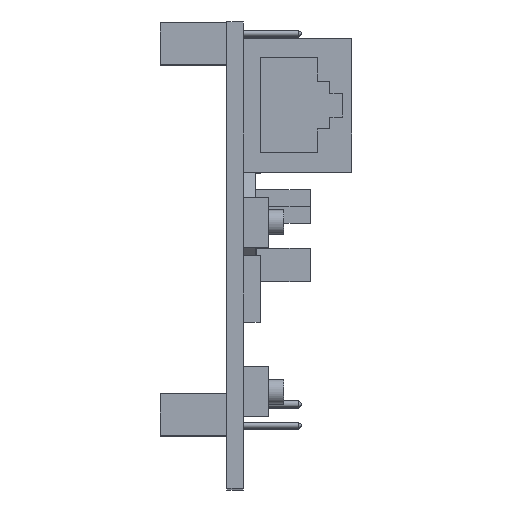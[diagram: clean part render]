
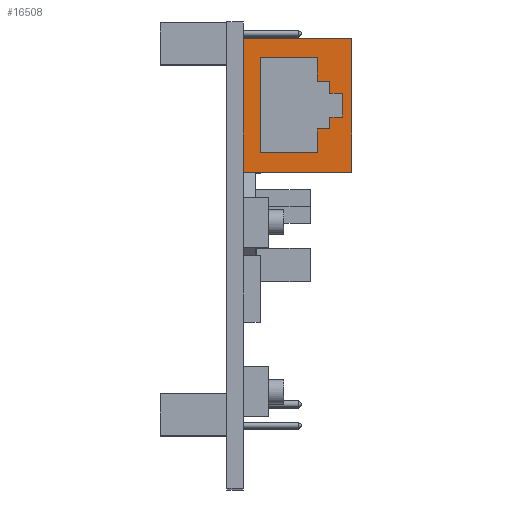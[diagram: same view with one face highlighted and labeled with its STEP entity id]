
A CAD part, top view. The second image highlights one B-rep face of the part: STEP entity #16508.
In plain terms, the highlighted planar face has unit normal (0, 0, 1).
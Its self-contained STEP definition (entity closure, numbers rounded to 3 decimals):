
#1187=FACE_BOUND('',#4368,.T.);
#2199=PLANE('',#17910);
#3051=FACE_OUTER_BOUND('',#4367,.T.);
#4367=EDGE_LOOP('',(#14540,#14541,#14542,#14543));
#4368=EDGE_LOOP('',(#14544,#14545,#14546,#14547,#14548,#14549,#14550,#14551,
#14552,#14553,#14554,#14555));
#5846=LINE('',#26294,#6931);
#5849=LINE('',#26301,#6934);
#5853=LINE('',#26309,#6938);
#5858=LINE('',#26318,#6943);
#5859=LINE('',#26320,#6944);
#5862=LINE('',#26327,#6947);
#5868=LINE('',#26339,#6953);
#5869=LINE('',#26341,#6954);
#5871=LINE('',#26344,#6956);
#5873=LINE('',#26348,#6958);
#5876=LINE('',#26354,#6961);
#5879=LINE('',#26359,#6964);
#6099=LINE('',#27976,#7184);
#6101=LINE('',#27980,#7186);
#6102=LINE('',#27982,#7187);
#6103=LINE('',#27983,#7188);
#6931=VECTOR('',#19822,10.);
#6934=VECTOR('',#19827,10.);
#6938=VECTOR('',#19833,10.);
#6943=VECTOR('',#19840,10.);
#6944=VECTOR('',#19843,10.);
#6947=VECTOR('',#19848,10.);
#6953=VECTOR('',#19856,10.);
#6954=VECTOR('',#19859,10.);
#6956=VECTOR('',#19863,10.);
#6958=VECTOR('',#19867,10.);
#6961=VECTOR('',#19872,10.);
#6964=VECTOR('',#19877,10.);
#7184=VECTOR('',#21769,10.);
#7186=VECTOR('',#21773,10.);
#7187=VECTOR('',#21774,10.);
#7188=VECTOR('',#21775,10.);
#8616=VERTEX_POINT('',#26290);
#8618=VERTEX_POINT('',#26293);
#8620=VERTEX_POINT('',#26299);
#8621=VERTEX_POINT('',#26300);
#8624=VERTEX_POINT('',#26308);
#8626=VERTEX_POINT('',#26314);
#8628=VERTEX_POINT('',#26323);
#8630=VERTEX_POINT('',#26326);
#8632=VERTEX_POINT('',#26332);
#8635=VERTEX_POINT('',#26337);
#8636=VERTEX_POINT('',#26347);
#8638=VERTEX_POINT('',#26353);
#9199=VERTEX_POINT('',#27973);
#9200=VERTEX_POINT('',#27975);
#9201=VERTEX_POINT('',#27979);
#9202=VERTEX_POINT('',#27981);
#10508=EDGE_CURVE('',#8618,#8616,#5846,.T.);
#10511=EDGE_CURVE('',#8620,#8621,#5849,.T.);
#10515=EDGE_CURVE('',#8624,#8620,#5853,.T.);
#10520=EDGE_CURVE('',#8626,#8624,#5858,.T.);
#10521=EDGE_CURVE('',#8621,#8618,#5859,.T.);
#10524=EDGE_CURVE('',#8630,#8628,#5862,.T.);
#10530=EDGE_CURVE('',#8632,#8635,#5868,.T.);
#10531=EDGE_CURVE('',#8635,#8626,#5869,.T.);
#10533=EDGE_CURVE('',#8616,#8630,#5871,.T.);
#10535=EDGE_CURVE('',#8636,#8632,#5873,.T.);
#10538=EDGE_CURVE('',#8638,#8636,#5876,.T.);
#10541=EDGE_CURVE('',#8628,#8638,#5879,.T.);
#11175=EDGE_CURVE('',#9200,#9199,#6099,.T.);
#11177=EDGE_CURVE('',#9200,#9201,#6101,.T.);
#11178=EDGE_CURVE('',#9202,#9199,#6102,.T.);
#11179=EDGE_CURVE('',#9201,#9202,#6103,.T.);
#14540=ORIENTED_EDGE('',*,*,#11177,.F.);
#14541=ORIENTED_EDGE('',*,*,#11175,.T.);
#14542=ORIENTED_EDGE('',*,*,#11178,.F.);
#14543=ORIENTED_EDGE('',*,*,#11179,.F.);
#14544=ORIENTED_EDGE('',*,*,#10530,.T.);
#14545=ORIENTED_EDGE('',*,*,#10531,.T.);
#14546=ORIENTED_EDGE('',*,*,#10520,.T.);
#14547=ORIENTED_EDGE('',*,*,#10515,.T.);
#14548=ORIENTED_EDGE('',*,*,#10511,.T.);
#14549=ORIENTED_EDGE('',*,*,#10521,.T.);
#14550=ORIENTED_EDGE('',*,*,#10508,.T.);
#14551=ORIENTED_EDGE('',*,*,#10533,.T.);
#14552=ORIENTED_EDGE('',*,*,#10524,.T.);
#14553=ORIENTED_EDGE('',*,*,#10541,.T.);
#14554=ORIENTED_EDGE('',*,*,#10538,.T.);
#14555=ORIENTED_EDGE('',*,*,#10535,.T.);
#16508=ADVANCED_FACE('',(#3051,#1187),#2199,.T.);
#17910=AXIS2_PLACEMENT_3D('',#27978,#21771,#21772);
#19822=DIRECTION('',(0.,-1.,0.));
#19827=DIRECTION('',(0.,1.,0.));
#19833=DIRECTION('',(-1.,0.,0.));
#19840=DIRECTION('',(0.,-1.,0.));
#19843=DIRECTION('',(1.,0.,0.));
#19848=DIRECTION('',(0.,-1.,0.));
#19856=DIRECTION('',(0.,-1.,0.));
#19859=DIRECTION('',(-1.,0.,0.));
#19863=DIRECTION('',(1.,0.,0.));
#19867=DIRECTION('',(-1.,0.,0.));
#19872=DIRECTION('',(0.,-1.,0.));
#19877=DIRECTION('',(1.,0.,0.));
#21769=DIRECTION('',(1.,0.,0.));
#21771=DIRECTION('center_axis',(0.,0.,1.));
#21772=DIRECTION('ref_axis',(0.,-1.,0.));
#21773=DIRECTION('',(0.,1.,0.));
#21774=DIRECTION('',(0.,-1.,0.));
#21775=DIRECTION('',(1.,0.,0.));
#26290=CARTESIAN_POINT('',(10.85,48.773,2.));
#26293=CARTESIAN_POINT('',(10.85,51.63,2.));
#26294=CARTESIAN_POINT('',(10.85,52.755,2.));
#26299=CARTESIAN_POINT('',(4.,40.2,2.));
#26300=CARTESIAN_POINT('',(4.,51.63,2.));
#26301=CARTESIAN_POINT('',(4.,47.04,2.));
#26308=CARTESIAN_POINT('',(10.85,40.2,2.));
#26309=CARTESIAN_POINT('',(6.425,40.2,2.));
#26314=CARTESIAN_POINT('',(10.85,43.058,2.));
#26318=CARTESIAN_POINT('',(10.85,52.755,2.));
#26320=CARTESIAN_POINT('',(3.,51.63,2.));
#26323=CARTESIAN_POINT('',(12.35,47.34,2.));
#26326=CARTESIAN_POINT('',(12.35,48.773,2.));
#26327=CARTESIAN_POINT('',(12.35,51.326,2.));
#26332=CARTESIAN_POINT('',(12.35,44.482,2.));
#26337=CARTESIAN_POINT('',(12.35,43.058,2.));
#26339=CARTESIAN_POINT('',(12.35,51.326,2.));
#26341=CARTESIAN_POINT('',(7.175,43.058,2.));
#26344=CARTESIAN_POINT('',(6.425,48.773,2.));
#26347=CARTESIAN_POINT('',(13.85,44.482,2.));
#26348=CARTESIAN_POINT('',(7.925,44.482,2.));
#26353=CARTESIAN_POINT('',(13.85,47.34,2.));
#26354=CARTESIAN_POINT('',(13.85,50.61,2.));
#26359=CARTESIAN_POINT('',(7.175,47.34,2.));
#27973=CARTESIAN_POINT('',(15.,37.88,2.));
#27975=CARTESIAN_POINT('',(2.,37.88,2.));
#27976=CARTESIAN_POINT('',(2.,37.88,2.));
#27978=CARTESIAN_POINT('Origin',(2.,53.88,2.));
#27979=CARTESIAN_POINT('',(2.,53.88,2.));
#27980=CARTESIAN_POINT('',(2.,37.88,2.));
#27981=CARTESIAN_POINT('',(15.,53.88,2.));
#27982=CARTESIAN_POINT('',(15.,37.88,2.));
#27983=CARTESIAN_POINT('',(2.,53.88,2.));
